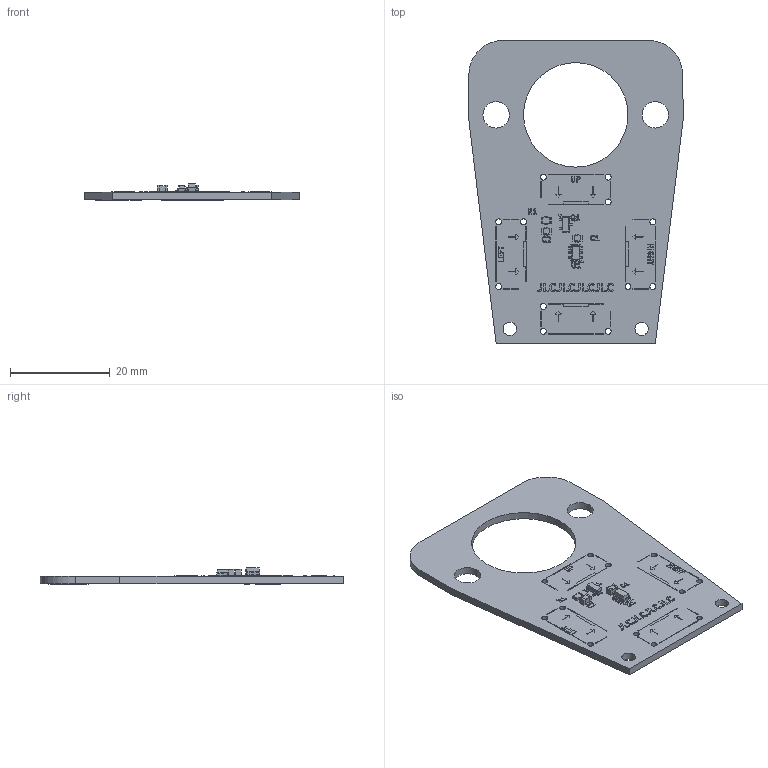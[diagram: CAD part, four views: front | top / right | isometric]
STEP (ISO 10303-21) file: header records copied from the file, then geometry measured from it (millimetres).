
FILE_DESCRIPTION(('KiCad electronic assembly'),'2;1');
FILE_NAME('cluster.step','2025-04-23T10:45:19',('Pcbnew'),('Kicad'), 'Open CASCADE STEP processor 7.8','KiCad to STEP converter','Unknown' );
FILE_SCHEMA(('AUTOMOTIVE_DESIGN { 1 0 10303 214 1 1 1 1 }'));
Length unit declared in the file: millimetre
Products named in the file (7): cluster 1; SOT-23-6; C_0805_2012Metric; R_0805_2012Metric; SOT-23; cluster_silkscreen; cluster_PCB
Assembly tree (7 placements, depth 2):
  cluster 1
    SOT-23-6
    C_0805_2012Metric  x2
    R_0805_2012Metric
    SOT-23
    cluster_silkscreen
    cluster_PCB
Bounding box: 43.1 x 61 x 3.22 mm (x, y, z)
Volume: 2949.8 mm3; surface area: 4584.1 mm2
Topology: 6 solids, 81 shells, 384 faces, 1775 edges, 1482 vertices
Faces by surface type: plane 240, cylinder 87, bspline 57
Full cylindrical faces by diameter (mm): 1.2 x12, 2.7 x2, 5.3 x2, 21 x1
Entity records: 19839 total; most frequent: CARTESIAN_POINT 3736, DIRECTION 2663, ORIENTED_EDGE 2416, EDGE_CURVE 1703, VERTEX_POINT 1434, LINE 1229, VECTOR 1229, AXIS2_PLACEMENT_3D 717
